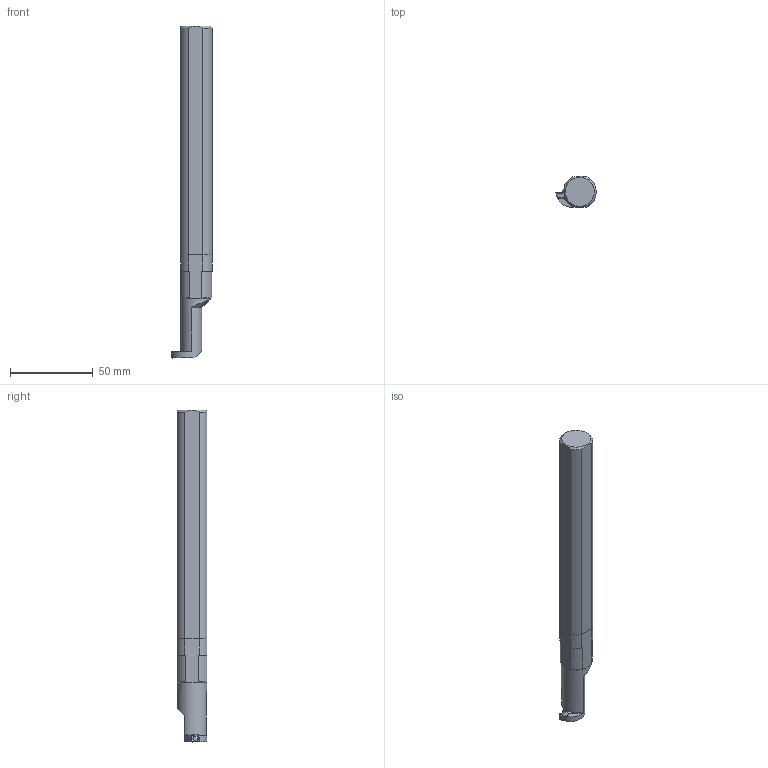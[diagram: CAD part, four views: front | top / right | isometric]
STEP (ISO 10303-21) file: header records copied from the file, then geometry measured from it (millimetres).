
FILE_DESCRIPTION(/* description */ (''),/* implementation_level */ '2;1');
FILE_NAME(/* name */ 'A20R-CGFR1304.stp',/* time_stamp */ '2018-03-29T15:45:17+05:00',/* author */ (''),/* organization */ (''),/* preprocessor_version */ 'ST-DEVELOPER v16',/* originating_system */ 'SIEMENS PLM Software NX 11.0',/* authorisation */ '');
FILE_SCHEMA (('AUTOMOTIVE_DESIGN { 1 0 10303 214 3 1 1 1 }'));
Length unit declared in the file: millimetre
Products named in the file (1): inpu27DDeg0c
Bounding box: 24.45 x 18 x 200.98 mm (x, y, z)
Volume: 54290.4 mm3; surface area: 13188.9 mm2
Topology: 3 solids, 3 shells, 118 faces, 302 edges, 190 vertices
Faces by surface type: plane 56, cylinder 35, bspline 16, cone 5, extrusion 4, torus 2
Full cylindrical faces by diameter (mm): 18 x1
Entity records: 4068 total; most frequent: CARTESIAN_POINT 1302, ORIENTED_EDGE 600, DIRECTION 514, EDGE_CURVE 300, VERTEX_POINT 189, AXIS2_PLACEMENT_3D 175, VECTOR 164, LINE 160
